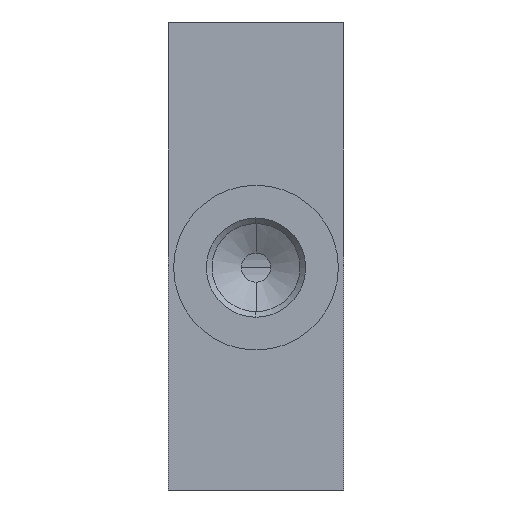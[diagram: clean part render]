
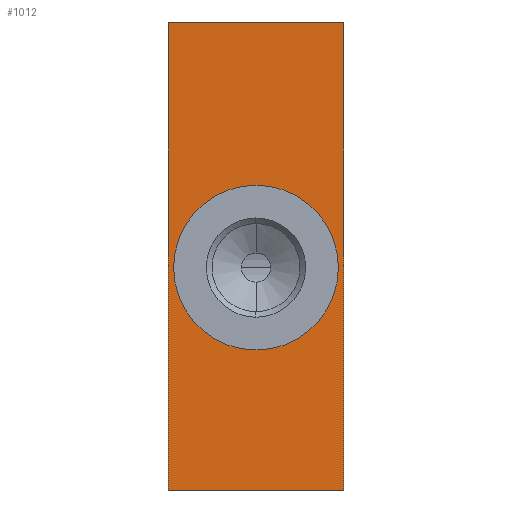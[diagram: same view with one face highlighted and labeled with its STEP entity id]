
A CAD part, left-side view. The second image highlights one B-rep face of the part: STEP entity #1012.
In plain terms, the highlighted planar face has unit normal (-1, 0, 0).
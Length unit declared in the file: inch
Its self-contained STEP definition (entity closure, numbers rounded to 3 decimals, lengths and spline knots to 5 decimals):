
#1=DIRECTION('',(0.,-1.,0.));
#2=VECTOR('',#1,0.938);
#3=CARTESIAN_POINT('',(0.,0.,0.));
#4=LINE('',#3,#2);
#17=DIRECTION('',(0.,0.,1.));
#18=VECTOR('',#17,2.5);
#19=CARTESIAN_POINT('',(0.,0.,0.));
#20=LINE('',#19,#18);
#21=CARTESIAN_POINT('',(0.,-0.469,1.188));
#22=DIRECTION('',(1.,0.,0.));
#23=DIRECTION('',(0.,0.,-1.));
#24=AXIS2_PLACEMENT_3D('',#21,#22,#23);
#26=CARTESIAN_POINT('',(0.,-0.469,1.188));
#27=DIRECTION('',(1.,0.,0.));
#28=DIRECTION('',(0.,0.,1.));
#29=AXIS2_PLACEMENT_3D('',#26,#27,#28);
#179=DIRECTION('',(0.,0.,1.));
#180=VECTOR('',#179,2.5);
#181=CARTESIAN_POINT('',(0.,-0.938,0.));
#182=LINE('',#181,#180);
#313=DIRECTION('',(0.,-1.,0.));
#314=VECTOR('',#313,0.938);
#315=CARTESIAN_POINT('',(0.,0.,2.5));
#316=LINE('',#315,#314);
#802=CARTESIAN_POINT('',(0.,0.,0.));
#803=CARTESIAN_POINT('',(0.,-0.938,0.));
#804=VERTEX_POINT('',#802);
#805=VERTEX_POINT('',#803);
#810=CARTESIAN_POINT('',(0.,0.,2.5));
#811=CARTESIAN_POINT('',(0.,-0.938,2.5));
#812=VERTEX_POINT('',#810);
#813=VERTEX_POINT('',#811);
#964=CARTESIAN_POINT('',(0.,-0.469,0.748));
#965=CARTESIAN_POINT('',(0.,-0.469,1.628));
#966=VERTEX_POINT('',#964);
#967=VERTEX_POINT('',#965);
#992=CARTESIAN_POINT('',(0.,0.,0.));
#993=DIRECTION('',(-1.,0.,0.));
#994=DIRECTION('',(0.,-1.,0.));
#995=AXIS2_PLACEMENT_3D('',#992,#993,#994);
#996=PLANE('',#995);
#997=ORIENTED_EDGE('',*,*,#981,.F.);
#999=ORIENTED_EDGE('',*,*,#998,.T.);
#1001=ORIENTED_EDGE('',*,*,#1000,.T.);
#1003=ORIENTED_EDGE('',*,*,#1002,.F.);
#1004=EDGE_LOOP('',(#997,#999,#1001,#1003));
#1005=FACE_OUTER_BOUND('',#1004,.F.);
#1007=ORIENTED_EDGE('',*,*,#1006,.F.);
#1009=ORIENTED_EDGE('',*,*,#1008,.F.);
#1010=EDGE_LOOP('',(#1007,#1009));
#1011=FACE_BOUND('',#1010,.F.);
#1012=ADVANCED_FACE('',(#1005,#1011),#996,.T.);
#25=CIRCLE('',#24,0.44);
#30=CIRCLE('',#29,0.44);
#981=EDGE_CURVE('',#804,#805,#4,.T.);
#998=EDGE_CURVE('',#804,#812,#20,.T.);
#1000=EDGE_CURVE('',#812,#813,#316,.T.);
#1002=EDGE_CURVE('',#805,#813,#182,.T.);
#1006=EDGE_CURVE('',#966,#967,#25,.T.);
#1008=EDGE_CURVE('',#967,#966,#30,.T.);
